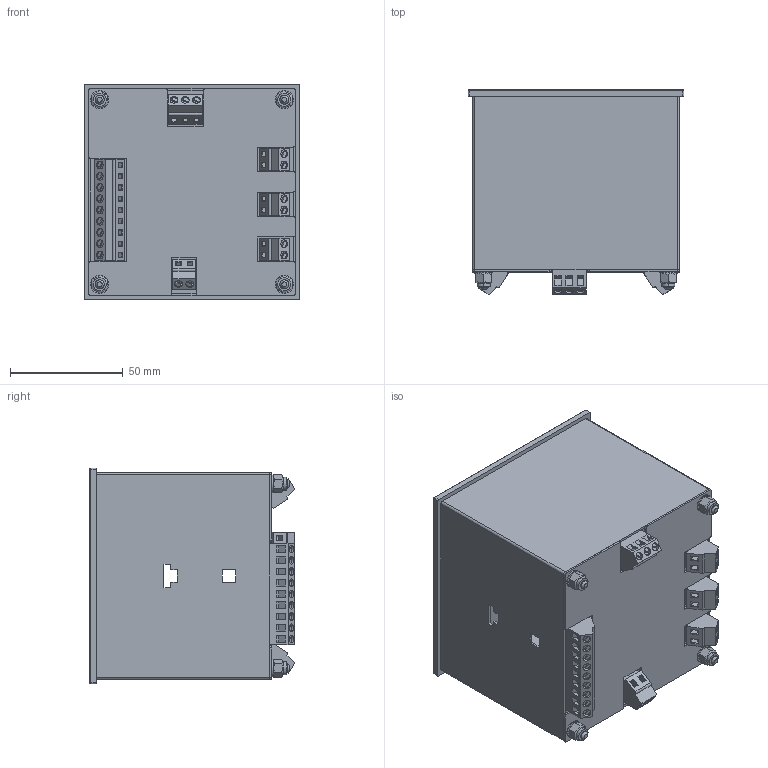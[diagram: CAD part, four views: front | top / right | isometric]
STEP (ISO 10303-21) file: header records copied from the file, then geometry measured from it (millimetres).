
FILE_DESCRIPTION(('TFLEX Exchange Step'),'2;1');
FILE_NAME('3D-модель прибора М3В1.stp', '2020-10-20T20:53:46+05:00',('Алексей'),('Unknown organisation'),'TFLEX Exchange 2019.1','T-FLEX CAD','Unknown authorisation');
FILE_SCHEMA( ('AUTOMOTIVE_DESIGN { 1 0 10303 214 1 1 1 1 }') );
Length unit declared in the file: millimetre
Products named in the file (12): Клемма:3; Клемма; Клемма кр:4; Клемма кр; Клемма:10; <Гайки стопорные>Гайка ГОСТ Р 50273-92; <Шайбы>Шайба ГОСТ 10450-78; <Шпильки>Шпилька ГОСТ 22038-76; Этикетка; Корпус; _M3B1
Assembly tree (34 placements, depth 3):
  _M3B1
    Клемма  x4
      Клемма:3
    Клемма кр
      Клемма кр:4  x3
    Клемма
      Клемма:10  x9
    <Гайки стопорные>Гайка ГОСТ Р 50273-92  x4
    <Шайбы>Шайба ГОСТ 10450-78  x4
    <Шпильки>Шпилька ГОСТ 22038-76  x4
    Этикетка
    Корпус
Bounding box: 96 x 91.33 x 96 mm (x, y, z)
Volume: 84757 mm3; surface area: 139834.2 mm2
Topology: 79 solids, 79 shells, 1390 faces, 3443 edges, 2250 vertices
Faces by surface type: plane 1119, cylinder 163, bspline 76, cone 28, sphere 4
Full cylindrical faces by diameter (mm): 3.242 x4, 3.5 x40
Entity records: 31985 total; most frequent: CARTESIAN_POINT 6618, ORIENTED_EDGE 5250, DIRECTION 4776, EDGE_CURVE 2625, VECTOR 2154, LINE 2154, VERTEX_POINT 1725, AXIS2_PLACEMENT_3D 1311
